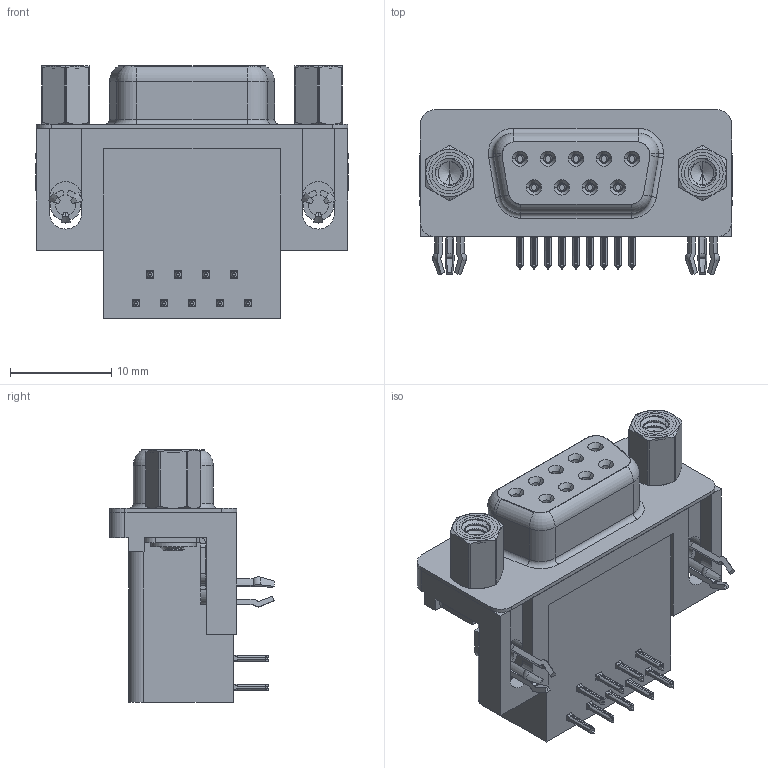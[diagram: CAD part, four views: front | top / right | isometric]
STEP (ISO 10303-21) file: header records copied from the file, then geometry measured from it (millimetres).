
FILE_DESCRIPTION (( 'STEP AP203' ), '1' );
FILE_NAME ('626-009-262-543.STEP', '2018-11-06T22:30:54', ( '' ), ( '' ), 'SwSTEP 2.0', 'SolidWorks 2016', '' );
FILE_SCHEMA (( 'CONFIG_CONTROL_DESIGN' ));
Length unit declared in the file: millimetre
Products named in the file (8): 626 3 Prong Board Lock; 626 Round Threaded Standoff; 626 4-40 Hex Standoff 5; 626-009-262-543; 626 Housing_9 Socket; 626 Shell_9 Socket; 626 Contact Bottom; 626 Contact Top
Assembly tree (17 placements, depth 2):
  626-009-262-543
    626 Housing_9 Socket
    626 Shell_9 Socket
    626 Contact Bottom  x4
    626 Contact Top  x5
    626 3 Prong Board Lock  x2
    626 Round Threaded Standoff  x2
    626 4-40 Hex Standoff 5  x2
Bounding box: 30.89 x 16.25 x 24.96 mm (x, y, z)
Volume: 5279.6 mm3; surface area: 6533.7 mm2
Topology: 17 solids, 17 shells, 1796 faces, 4780 edges, 3028 vertices
Faces by surface type: plane 736, cylinder 502, bspline 336, cone 176, torus 46
Entity records: 30476 total; most frequent: CARTESIAN_POINT 12301, ORIENTED_EDGE 3782, DIRECTION 3245, EDGE_CURVE 1891, VERTEX_POINT 1211, AXIS2_PLACEMENT_3D 1101, VECTOR 1043, LINE 1043
